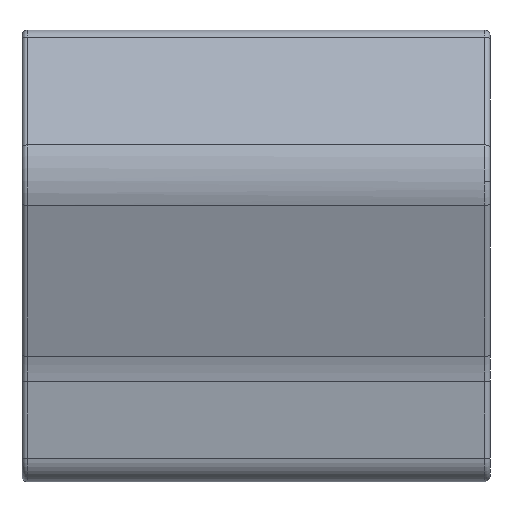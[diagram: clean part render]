
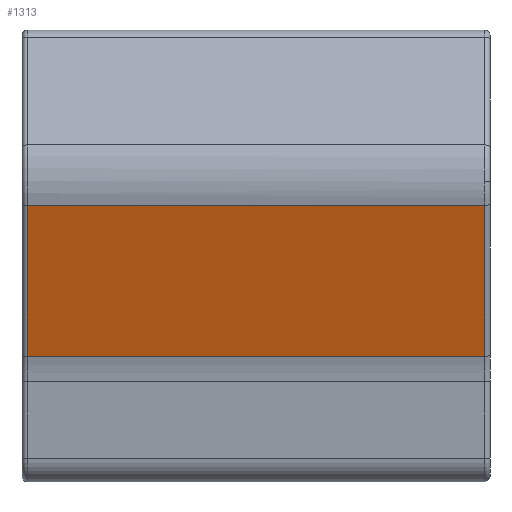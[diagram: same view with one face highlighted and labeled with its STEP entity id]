
A CAD part, left-side view. The second image highlights one B-rep face of the part: STEP entity #1313.
In plain terms, the highlighted planar face has unit normal (-0.953, 0, -0.304).
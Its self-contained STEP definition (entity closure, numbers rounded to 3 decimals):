
#54 = DIRECTION ( 'NONE',  ( 0., -1., 0. ) ) ;
#73 = DIRECTION ( 'NONE',  ( -0.305, 0., 0.952 ) ) ;
#122 = ORIENTED_EDGE ( 'NONE', *, *, #587, .T. ) ;
#192 = CARTESIAN_POINT ( 'NONE',  ( 8.461, -28.156, 13.98 ) ) ;
#252 = ORIENTED_EDGE ( 'NONE', *, *, #974, .T. ) ;
#256 = CARTESIAN_POINT ( 'NONE',  ( 6.208, -27.756, 21.025 ) ) ;
#317 = EDGE_CURVE ( 'NONE', #972, #786, #1027, .T. ) ;
#378 = VECTOR ( 'NONE', #73, 1000. ) ;
#380 = DIRECTION ( 'NONE',  ( 0.305, 0., -0.952 ) ) ;
#418 = AXIS2_PLACEMENT_3D ( 'NONE', #256, #743, #380 ) ;
#441 = VERTEX_POINT ( 'NONE', #1345 ) ;
#542 = EDGE_CURVE ( 'NONE', #937, #972, #785, .T. ) ;
#550 = VECTOR ( 'NONE', #797, 1000. ) ;
#587 = EDGE_CURVE ( 'NONE', #786, #441, #646, .T. ) ;
#646 = LINE ( 'NONE', #192, #550 ) ;
#655 = CARTESIAN_POINT ( 'NONE',  ( 8.461, -45.844, 13.98 ) ) ;
#656 = CARTESIAN_POINT ( 'NONE',  ( 8.461, -46.044, 13.98 ) ) ;
#743 = DIRECTION ( 'NONE',  ( 0.952, 0., 0.305 ) ) ;
#785 = LINE ( 'NONE', #1256, #378 ) ;
#786 = VERTEX_POINT ( 'NONE', #827 ) ;
#797 = DIRECTION ( 'NONE',  ( 0.305, 0., -0.952 ) ) ;
#827 = CARTESIAN_POINT ( 'NONE',  ( 6.595, -28.156, 19.813 ) ) ;
#900 = CARTESIAN_POINT ( 'NONE',  ( 6.595, -27.756, 19.813 ) ) ;
#937 = VERTEX_POINT ( 'NONE', #655 ) ;
#940 = ORIENTED_EDGE ( 'NONE', *, *, #317, .T. ) ;
#972 = VERTEX_POINT ( 'NONE', #1254 ) ;
#974 = EDGE_CURVE ( 'NONE', #441, #937, #1205, .T. ) ;
#1027 = LINE ( 'NONE', #900, #1432 ) ;
#1196 = ORIENTED_EDGE ( 'NONE', *, *, #542, .T. ) ;
#1205 = LINE ( 'NONE', #656, #1394 ) ;
#1254 = CARTESIAN_POINT ( 'NONE',  ( 6.595, -45.844, 19.813 ) ) ;
#1256 = CARTESIAN_POINT ( 'NONE',  ( 6.208, -45.844, 21.025 ) ) ;
#1313 = ADVANCED_FACE ( 'NONE', ( #1430 ), #1461, .F. ) ;
#1345 = CARTESIAN_POINT ( 'NONE',  ( 8.461, -28.156, 13.98 ) ) ;
#1394 = VECTOR ( 'NONE', #54, 1000. ) ;
#1430 = FACE_OUTER_BOUND ( 'NONE', #1447, .T. ) ;
#1432 = VECTOR ( 'NONE', #1487, 1000. ) ;
#1447 = EDGE_LOOP ( 'NONE', ( #252, #1196, #940, #122 ) ) ;
#1461 = PLANE ( 'NONE',  #418 ) ;
#1487 = DIRECTION ( 'NONE',  ( 0., 1., 0. ) ) ;
